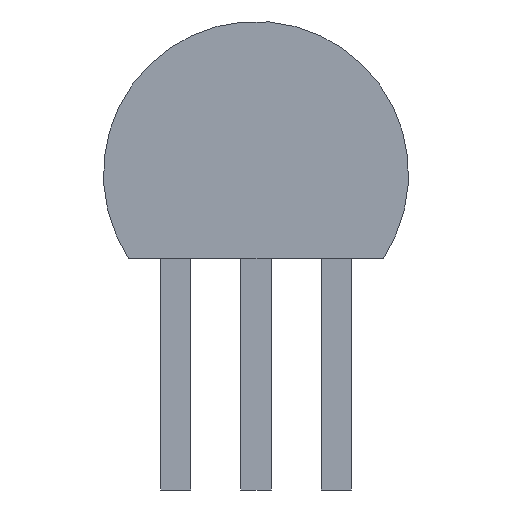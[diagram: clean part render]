
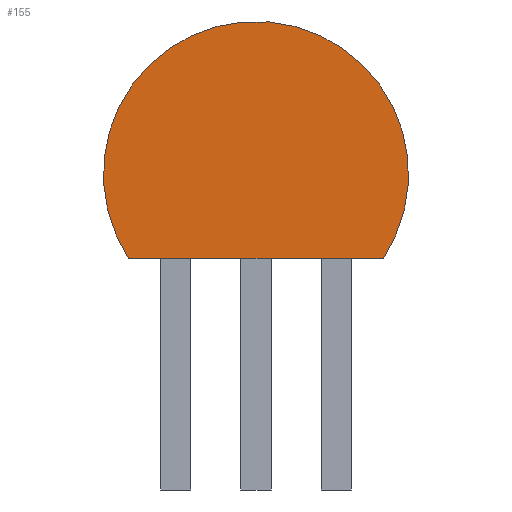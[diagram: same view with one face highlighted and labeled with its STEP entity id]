
A CAD part, front view. The second image highlights one B-rep face of the part: STEP entity #155.
In plain terms, the highlighted planar face has unit normal (0, -1, 0).
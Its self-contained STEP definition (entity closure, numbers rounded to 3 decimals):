
#23=VERTEX_POINT('',#24);
#24=CARTESIAN_POINT('',(-0.746,-8.8,0.07));
#28=ORIENTED_EDGE('',*,*,#29,.T.);
#29=EDGE_CURVE('',#23,#30,#32,.T.);
#30=VERTEX_POINT('',#31);
#31=CARTESIAN_POINT('',(3.286,-8.8,0.07));
#32=LINE('',#24,#33);
#33=VECTOR('',#34,1.);
#34=DIRECTION('',(1.,0.,0.));
#50=ORIENTED_EDGE('',*,*,#51,.T.);
#51=EDGE_CURVE('',#30,#23,#52,.T.);
#52=CIRCLE('',#53,2.415);
#53=AXIS2_PLACEMENT_3D('',#54,#55,#34);
#54=CARTESIAN_POINT('',(1.27,-8.8,1.4));
#55=DIRECTION('',(0.,-1.,0.));
#99=DIRECTION('',(0.,0.,1.));
#154=DIRECTION('',(0.,1.,0.));
#155=ADVANCED_FACE('',(#156),#158,.F.);
#156=FACE_BOUND('',#157,.T.);
#157=EDGE_LOOP('',(#28,#50));
#158=PLANE('',#159);
#159=AXIS2_PLACEMENT_3D('',#24,#154,#99);
